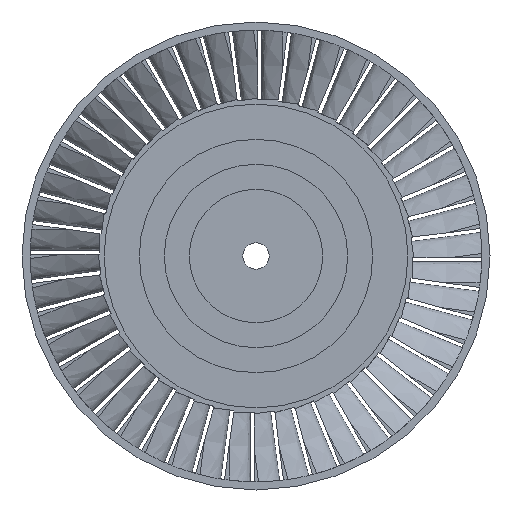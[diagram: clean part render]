
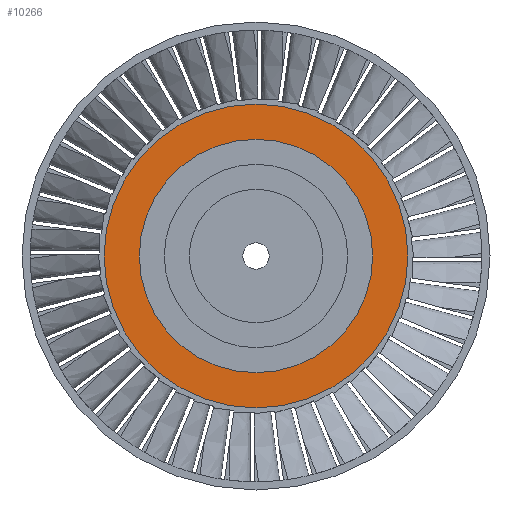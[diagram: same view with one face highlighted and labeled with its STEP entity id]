
A CAD part, front view. The second image highlights one B-rep face of the part: STEP entity #10266.
In plain terms, the highlighted planar face has unit normal (0, -1, 0).
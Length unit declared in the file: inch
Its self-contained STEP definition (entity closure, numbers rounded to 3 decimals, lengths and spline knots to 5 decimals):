
#227 = CARTESIAN_POINT ( 'NONE',  ( 0., -0.1875, 0. ) ) ;
#297 = CARTESIAN_POINT ( 'NONE',  ( 0., -0.1875, 0. ) ) ;
#1281 = FACE_BOUND ( 'NONE', #16811, .T. ) ;
#1368 = AXIS2_PLACEMENT_3D ( 'NONE', #17326, #10242, #5663 ) ;
#1691 = AXIS2_PLACEMENT_3D ( 'NONE', #227, #3315, #3214 ) ;
#2080 = EDGE_CURVE ( 'NONE', #4736, #2859, #9289, .T. ) ;
#2161 = ORIENTED_EDGE ( 'NONE', *, *, #2080, .F. ) ;
#2277 = CARTESIAN_POINT ( 'NONE',  ( 2.2785, -0.1875, 0. ) ) ;
#2834 = DIRECTION ( 'NONE',  ( 1., 0., 0. ) ) ;
#2859 = VERTEX_POINT ( 'NONE', #6538 ) ;
#3126 = EDGE_CURVE ( 'NONE', #2859, #4736, #12734, .T. ) ;
#3214 = DIRECTION ( 'NONE',  ( 1., 0., 0. ) ) ;
#3315 = DIRECTION ( 'NONE',  ( 0., -1., 0. ) ) ;
#3490 = DIRECTION ( 'NONE',  ( 1., 0., 0. ) ) ;
#3712 = AXIS2_PLACEMENT_3D ( 'NONE', #297, #15242, #16516 ) ;
#4130 = CARTESIAN_POINT ( 'NONE',  ( -2.2785, -0.1875, 0. ) ) ;
#4736 = VERTEX_POINT ( 'NONE', #18468 ) ;
#5663 = DIRECTION ( 'NONE',  ( 1., 0., 0. ) ) ;
#5849 = FACE_OUTER_BOUND ( 'NONE', #13912, .T. ) ;
#6538 = CARTESIAN_POINT ( 'NONE',  ( -1.75, -0.1875, 0. ) ) ;
#6566 = VERTEX_POINT ( 'NONE', #4130 ) ;
#7847 = VERTEX_POINT ( 'NONE', #2277 ) ;
#8024 = ORIENTED_EDGE ( 'NONE', *, *, #17577, .T. ) ;
#8488 = ORIENTED_EDGE ( 'NONE', *, *, #11542, .T. ) ;
#9089 = AXIS2_PLACEMENT_3D ( 'NONE', #14502, #11796, #2834 ) ;
#9289 = CIRCLE ( 'NONE', #3712, 1.75 ) ;
#9332 = CARTESIAN_POINT ( 'NONE',  ( 0., -0.1875, 0. ) ) ;
#9934 = AXIS2_PLACEMENT_3D ( 'NONE', #9332, #16425, #3490 ) ;
#10133 = PLANE ( 'NONE',  #9089 ) ;
#10242 = DIRECTION ( 'NONE',  ( 0., -1., 0. ) ) ;
#10266 = ADVANCED_FACE ( 'NONE', ( #5849, #1281 ), #10133, .T. ) ;
#11542 = EDGE_CURVE ( 'NONE', #6566, #7847, #11948, .T. ) ;
#11796 = DIRECTION ( 'NONE',  ( 0., -1., 0. ) ) ;
#11948 = CIRCLE ( 'NONE', #1368, 2.2785 ) ;
#12734 = CIRCLE ( 'NONE', #9934, 1.75 ) ;
#13241 = ORIENTED_EDGE ( 'NONE', *, *, #3126, .F. ) ;
#13912 = EDGE_LOOP ( 'NONE', ( #8024, #8488 ) ) ;
#14433 = CIRCLE ( 'NONE', #1691, 2.2785 ) ;
#14502 = CARTESIAN_POINT ( 'NONE',  ( 1.75, -0.1875, 0. ) ) ;
#15242 = DIRECTION ( 'NONE',  ( 0., -1., 0. ) ) ;
#16425 = DIRECTION ( 'NONE',  ( 0., -1., 0. ) ) ;
#16516 = DIRECTION ( 'NONE',  ( 1., 0., 0. ) ) ;
#16811 = EDGE_LOOP ( 'NONE', ( #2161, #13241 ) ) ;
#17326 = CARTESIAN_POINT ( 'NONE',  ( 0., -0.1875, 0. ) ) ;
#17577 = EDGE_CURVE ( 'NONE', #7847, #6566, #14433, .T. ) ;
#18468 = CARTESIAN_POINT ( 'NONE',  ( 1.75, -0.1875, 0. ) ) ;
